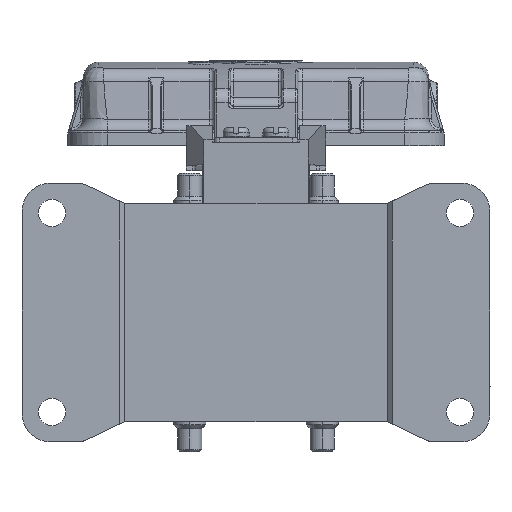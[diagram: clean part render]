
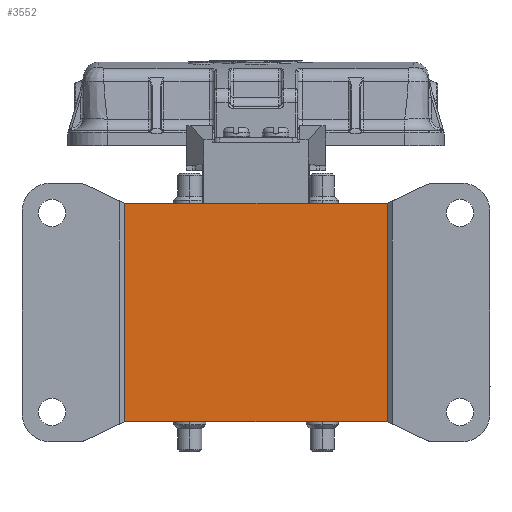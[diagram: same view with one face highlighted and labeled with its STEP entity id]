
A CAD part, front view. The second image highlights one B-rep face of the part: STEP entity #3552.
In plain terms, the highlighted planar face has unit normal (0, -1, 0).
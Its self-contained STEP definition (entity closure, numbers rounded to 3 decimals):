
#2280=FACE_OUTER_BOUND('',#9415,.T.);
#3552=ADVANCED_FACE('',(#2280),#4741,.T.);
#4741=PLANE('',#23140);
#5051=B_SPLINE_CURVE_WITH_KNOTS('',3,(#30114,#30115,#30116,#30117),
 .UNSPECIFIED.,.F.,.F.,(4,4),(0.,1.),.UNSPECIFIED.);
#5169=B_SPLINE_CURVE_WITH_KNOTS('',3,(#32067,#32068,#32069,#32070),
 .UNSPECIFIED.,.F.,.F.,(4,4),(0.,1.),.UNSPECIFIED.);
#5171=B_SPLINE_CURVE_WITH_KNOTS('',3,(#32087,#32088,#32089,#32090),
 .UNSPECIFIED.,.F.,.F.,(4,4),(0.,1.),.UNSPECIFIED.);
#5173=B_SPLINE_CURVE_WITH_KNOTS('',3,(#32101,#32102,#32103,#32104),
 .UNSPECIFIED.,.F.,.F.,(4,4),(0.,1.),.UNSPECIFIED.);
#5175=B_SPLINE_CURVE_WITH_KNOTS('',3,(#32111,#32112,#32113,#32114),
 .UNSPECIFIED.,.F.,.F.,(4,4),(0.,1.),.UNSPECIFIED.);
#5176=B_SPLINE_CURVE_WITH_KNOTS('',3,(#32115,#32116,#32117,#32118),
 .UNSPECIFIED.,.F.,.F.,(4,4),(0.,1.),.UNSPECIFIED.);
#5177=B_SPLINE_CURVE_WITH_KNOTS('',3,(#32120,#32121,#32122,#32123),
 .UNSPECIFIED.,.F.,.F.,(4,4),(0.,1.),.UNSPECIFIED.);
#5178=B_SPLINE_CURVE_WITH_KNOTS('',3,(#32125,#32126,#32127,#32128),
 .UNSPECIFIED.,.F.,.F.,(4,4),(0.,1.),.UNSPECIFIED.);
#9415=EDGE_LOOP('',(#11956,#11957,#11958,#11959,#11960,#11961,#11962,#11963));
#11956=ORIENTED_EDGE('',*,*,#20069,.F.);
#11957=ORIENTED_EDGE('',*,*,#19329,.T.);
#11958=ORIENTED_EDGE('',*,*,#20075,.F.);
#11959=ORIENTED_EDGE('',*,*,#20062,.F.);
#11960=ORIENTED_EDGE('',*,*,#20076,.F.);
#11961=ORIENTED_EDGE('',*,*,#20077,.F.);
#11962=ORIENTED_EDGE('',*,*,#20078,.F.);
#11963=ORIENTED_EDGE('',*,*,#20073,.F.);
#17233=VERTEX_POINT('',#30113);
#17234=VERTEX_POINT('',#30118);
#17713=VERTEX_POINT('',#32066);
#17714=VERTEX_POINT('',#32071);
#17719=VERTEX_POINT('',#32091);
#17722=VERTEX_POINT('',#32105);
#17723=VERTEX_POINT('',#32119);
#17724=VERTEX_POINT('',#32124);
#19329=EDGE_CURVE('',#17234,#17233,#5051,.T.);
#20062=EDGE_CURVE('',#17713,#17714,#5169,.T.);
#20069=EDGE_CURVE('',#17234,#17719,#5171,.T.);
#20073=EDGE_CURVE('',#17719,#17722,#5173,.T.);
#20075=EDGE_CURVE('',#17714,#17233,#5175,.T.);
#20076=EDGE_CURVE('',#17723,#17713,#5176,.T.);
#20077=EDGE_CURVE('',#17724,#17723,#5177,.T.);
#20078=EDGE_CURVE('',#17722,#17724,#5178,.T.);
#23140=AXIS2_PLACEMENT_3D('',#32129,#26038,#26039);
#26038=DIRECTION('',(0.,-1.,0.));
#26039=DIRECTION('',(-1.,0.,0.));
#30113=CARTESIAN_POINT('',(-26.352,1.,21.917));
#30114=CARTESIAN_POINT('',(26.352,1.,21.917));
#30115=CARTESIAN_POINT('',(8.784,1.,21.917));
#30116=CARTESIAN_POINT('',(-8.784,1.,21.917));
#30117=CARTESIAN_POINT('',(-26.352,1.,21.917));
#30118=CARTESIAN_POINT('',(26.352,1.,21.917));
#32066=CARTESIAN_POINT('',(-26.37,1.,-21.923));
#32067=CARTESIAN_POINT('',(-26.37,1.,-21.923));
#32068=CARTESIAN_POINT('',(-26.37,1.,-7.307));
#32069=CARTESIAN_POINT('',(-26.37,1.,7.308));
#32070=CARTESIAN_POINT('',(-26.37,1.,21.924));
#32071=CARTESIAN_POINT('',(-26.37,1.,21.924));
#32087=CARTESIAN_POINT('',(26.353,1.,21.916));
#32088=CARTESIAN_POINT('',(26.358,1.,21.919));
#32089=CARTESIAN_POINT('',(26.364,1.,21.922));
#32090=CARTESIAN_POINT('',(26.37,1.,21.925));
#32091=CARTESIAN_POINT('',(26.37,1.,21.923));
#32101=CARTESIAN_POINT('',(26.37,1.,21.923));
#32102=CARTESIAN_POINT('',(26.37,1.,7.307));
#32103=CARTESIAN_POINT('',(26.37,1.,-7.308));
#32104=CARTESIAN_POINT('',(26.37,1.,-21.924));
#32105=CARTESIAN_POINT('',(26.37,1.,-21.924));
#32111=CARTESIAN_POINT('',(-26.37,1.,21.925));
#32112=CARTESIAN_POINT('',(-26.364,1.,21.922));
#32113=CARTESIAN_POINT('',(-26.358,1.,21.919));
#32114=CARTESIAN_POINT('',(-26.352,1.,21.916));
#32115=CARTESIAN_POINT('',(-26.353,1.,-21.916));
#32116=CARTESIAN_POINT('',(-26.358,1.,-21.919));
#32117=CARTESIAN_POINT('',(-26.364,1.,-21.922));
#32118=CARTESIAN_POINT('',(-26.37,1.,-21.925));
#32119=CARTESIAN_POINT('',(-26.352,1.,-21.917));
#32120=CARTESIAN_POINT('',(26.352,1.,-21.916));
#32121=CARTESIAN_POINT('',(8.784,1.,-21.916));
#32122=CARTESIAN_POINT('',(-8.784,1.,-21.916));
#32123=CARTESIAN_POINT('',(-26.352,1.,-21.916));
#32124=CARTESIAN_POINT('',(26.352,1.,-21.917));
#32125=CARTESIAN_POINT('',(26.37,1.,-21.925));
#32126=CARTESIAN_POINT('',(26.364,1.,-21.922));
#32127=CARTESIAN_POINT('',(26.358,1.,-21.919));
#32128=CARTESIAN_POINT('',(26.352,1.,-21.916));
#32129=CARTESIAN_POINT('',(0.,1.,0.));
